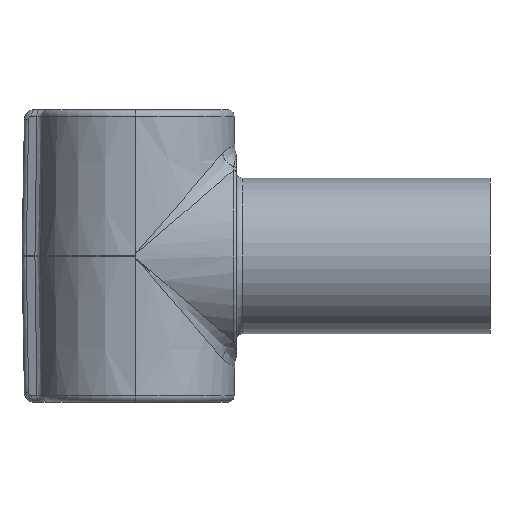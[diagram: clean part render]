
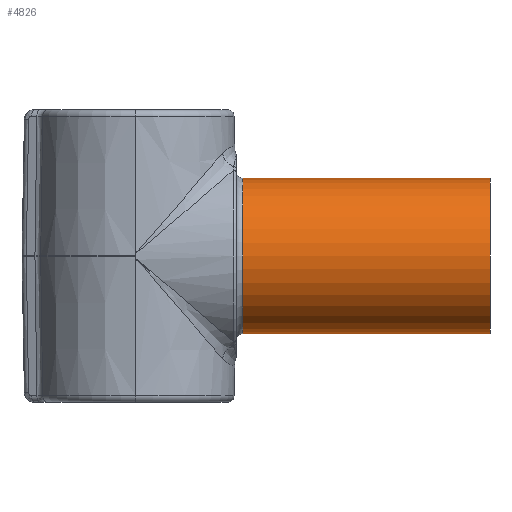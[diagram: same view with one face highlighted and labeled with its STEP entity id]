
A CAD part, left-side view. The second image highlights one B-rep face of the part: STEP entity #4826.
In plain terms, the highlighted cylindrical face has radius 23.9 mm (diameter 47.8 mm), a partial arc.
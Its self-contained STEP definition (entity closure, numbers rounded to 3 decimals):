
#140 = FACE_OUTER_BOUND ( 'NONE', #3337, .T. ) ;
#220 = CYLINDRICAL_SURFACE ( 'NONE', #2346, 23.9 ) ;
#379 = CARTESIAN_POINT ( 'NONE',  ( 0., -109., 23.9 ) ) ;
#397 = EDGE_CURVE ( 'NONE', #2581, #6224, #3918, .T. ) ;
#662 = CARTESIAN_POINT ( 'NONE',  ( 0., 0., -23.9 ) ) ;
#802 = DIRECTION ( 'NONE',  ( 0., 1., 0. ) ) ;
#913 = EDGE_CURVE ( 'NONE', #4839, #3814, #4553, .T. ) ;
#1131 = CIRCLE ( 'NONE', #5733, 23.9 ) ;
#1202 = CARTESIAN_POINT ( 'NONE',  ( 0., -33., 23.9 ) ) ;
#1986 = DIRECTION ( 'NONE',  ( 0., 0., 1. ) ) ;
#2002 = ORIENTED_EDGE ( 'NONE', *, *, #3392, .T. ) ;
#2099 = DIRECTION ( 'NONE',  ( 0., 0., 1. ) ) ;
#2346 = AXIS2_PLACEMENT_3D ( 'NONE', #4930, #802, #1986 ) ;
#2581 = VERTEX_POINT ( 'NONE', #4876 ) ;
#2861 = CARTESIAN_POINT ( 'NONE',  ( 0., 0., 23.9 ) ) ;
#2874 = CIRCLE ( 'NONE', #2966, 23.9 ) ;
#2931 = DIRECTION ( 'NONE',  ( 0., 1., 0. ) ) ;
#2966 = AXIS2_PLACEMENT_3D ( 'NONE', #3645, #4200, #4719 ) ;
#3013 = EDGE_CURVE ( 'NONE', #2581, #4839, #2874, .T. ) ;
#3204 = VECTOR ( 'NONE', #2931, 1000. ) ;
#3337 = EDGE_LOOP ( 'NONE', ( #5102, #6589, #6202, #2002 ) ) ;
#3392 = EDGE_CURVE ( 'NONE', #3814, #6224, #1131, .T. ) ;
#3645 = CARTESIAN_POINT ( 'NONE',  ( 0., -109., 0. ) ) ;
#3685 = CARTESIAN_POINT ( 'NONE',  ( 0., -33., -23.9 ) ) ;
#3814 = VERTEX_POINT ( 'NONE', #1202 ) ;
#3918 = LINE ( 'NONE', #662, #5839 ) ;
#4200 = DIRECTION ( 'NONE',  ( 0., 1., 0. ) ) ;
#4553 = LINE ( 'NONE', #2861, #3204 ) ;
#4648 = DIRECTION ( 'NONE',  ( 0., -1., 0. ) ) ;
#4719 = DIRECTION ( 'NONE',  ( 0., 0., 1. ) ) ;
#4814 = DIRECTION ( 'NONE',  ( 0., 1., 0. ) ) ;
#4826 = ADVANCED_FACE ( 'NONE', ( #140 ), #220, .T. ) ;
#4839 = VERTEX_POINT ( 'NONE', #379 ) ;
#4876 = CARTESIAN_POINT ( 'NONE',  ( 0., -109., -23.9 ) ) ;
#4930 = CARTESIAN_POINT ( 'NONE',  ( 0., 0., 0. ) ) ;
#5102 = ORIENTED_EDGE ( 'NONE', *, *, #397, .F. ) ;
#5655 = CARTESIAN_POINT ( 'NONE',  ( 0., -33., 0. ) ) ;
#5733 = AXIS2_PLACEMENT_3D ( 'NONE', #5655, #4648, #2099 ) ;
#5839 = VECTOR ( 'NONE', #4814, 1000. ) ;
#6202 = ORIENTED_EDGE ( 'NONE', *, *, #913, .T. ) ;
#6224 = VERTEX_POINT ( 'NONE', #3685 ) ;
#6589 = ORIENTED_EDGE ( 'NONE', *, *, #3013, .T. ) ;
